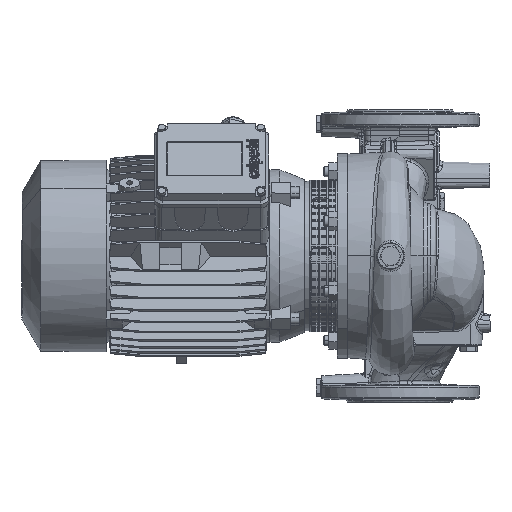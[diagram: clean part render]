
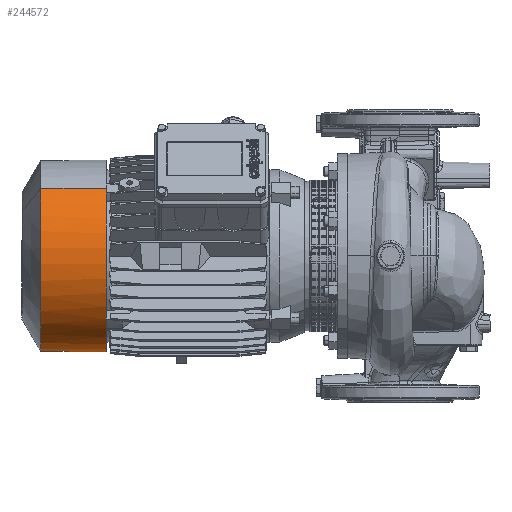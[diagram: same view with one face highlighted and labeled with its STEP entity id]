
A CAD part, left-side view. The second image highlights one B-rep face of the part: STEP entity #244572.
In plain terms, the highlighted cylindrical face has radius 111.3 mm (diameter 222.6 mm), a partial arc.
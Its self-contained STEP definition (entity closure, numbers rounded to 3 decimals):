
#10217 = VERTEX_POINT ( 'NONE', #131904 ) ;
#12398 = ORIENTED_EDGE ( 'NONE', *, *, #214288, .T. ) ;
#13402 = CARTESIAN_POINT ( 'NONE',  ( 0., 0., -191.8 ) ) ;
#15274 = VERTEX_POINT ( 'NONE', #67930 ) ;
#22284 = ORIENTED_EDGE ( 'NONE', *, *, #62069, .F. ) ;
#22440 = LINE ( 'NONE', #218088, #102375 ) ;
#23980 = CARTESIAN_POINT ( 'NONE',  ( 0., 0., -95. ) ) ;
#27844 = AXIS2_PLACEMENT_3D ( 'NONE', #23980, #48535, #242858 ) ;
#36060 = CARTESIAN_POINT ( 'NONE',  ( -111.044, 7.543, -95. ) ) ;
#41435 = EDGE_CURVE ( 'NONE', #62072, #15274, #22440, .T. ) ;
#48535 = DIRECTION ( 'NONE',  ( 0., 0., 1. ) ) ;
#48827 = DIRECTION ( 'NONE',  ( 0., 0., 1. ) ) ;
#51391 = CARTESIAN_POINT ( 'NONE',  ( 0., 111.3, -191.8 ) ) ;
#54602 = CARTESIAN_POINT ( 'NONE',  ( 0., 111.3, -95. ) ) ;
#54648 = CARTESIAN_POINT ( 'NONE',  ( 0., 0., -95. ) ) ;
#54998 = EDGE_CURVE ( 'NONE', #148505, #207861, #156962, .T. ) ;
#56057 = AXIS2_PLACEMENT_3D ( 'NONE', #13402, #92432, #87329 ) ;
#58826 = AXIS2_PLACEMENT_3D ( 'NONE', #214033, #115583, #194568 ) ;
#62069 = EDGE_CURVE ( 'NONE', #147168, #10217, #83607, .T. ) ;
#62072 = VERTEX_POINT ( 'NONE', #68482 ) ;
#62955 = CARTESIAN_POINT ( 'NONE',  ( 0., 0., -95. ) ) ;
#67930 = CARTESIAN_POINT ( 'NONE',  ( 0., -111.3, -95. ) ) ;
#68482 = CARTESIAN_POINT ( 'NONE',  ( 0., -111.3, -171.176 ) ) ;
#69206 = DIRECTION ( 'NONE',  ( 0., -1., 0. ) ) ;
#73084 = CARTESIAN_POINT ( 'NONE',  ( 0., 111.3, -171.176 ) ) ;
#80220 = ORIENTED_EDGE ( 'NONE', *, *, #162872, .F. ) ;
#83607 = CIRCLE ( 'NONE', #58826, 111.3 ) ;
#84690 = ORIENTED_EDGE ( 'NONE', *, *, #126870, .F. ) ;
#86406 = VECTOR ( 'NONE', #48827, 1000. ) ;
#87329 = DIRECTION ( 'NONE',  ( 0., -1., 0. ) ) ;
#89904 = CARTESIAN_POINT ( 'NONE',  ( 0., 0., -95. ) ) ;
#90444 = ORIENTED_EDGE ( 'NONE', *, *, #178810, .F. ) ;
#90566 = AXIS2_PLACEMENT_3D ( 'NONE', #123518, #129618, #169709 ) ;
#92432 = DIRECTION ( 'NONE',  ( 0., 0., 1. ) ) ;
#98866 = CIRCLE ( 'NONE', #90566, 111.3 ) ;
#102375 = VECTOR ( 'NONE', #220643, 1000. ) ;
#105913 = ORIENTED_EDGE ( 'NONE', *, *, #54998, .F. ) ;
#108490 = CIRCLE ( 'NONE', #216116, 111.3 ) ;
#115583 = DIRECTION ( 'NONE',  ( 0., 0., 1. ) ) ;
#123518 = CARTESIAN_POINT ( 'NONE',  ( 0., 0., -171.176 ) ) ;
#126870 = EDGE_CURVE ( 'NONE', #137556, #148505, #136962, .T. ) ;
#129618 = DIRECTION ( 'NONE',  ( 0., 0., 1. ) ) ;
#131904 = CARTESIAN_POINT ( 'NONE',  ( -7.543, -111.044, -95. ) ) ;
#133693 = DIRECTION ( 'NONE',  ( 0., 0., 1. ) ) ;
#136962 = CIRCLE ( 'NONE', #153587, 111.3 ) ;
#137556 = VERTEX_POINT ( 'NONE', #54602 ) ;
#147168 = VERTEX_POINT ( 'NONE', #167784 ) ;
#148505 = VERTEX_POINT ( 'NONE', #177115 ) ;
#149508 = EDGE_LOOP ( 'NONE', ( #90444, #12398, #242951, #80220, #22284, #225207, #105913, #84690 ) ) ;
#151713 = VERTEX_POINT ( 'NONE', #73084 ) ;
#153587 = AXIS2_PLACEMENT_3D ( 'NONE', #89904, #228506, #69206 ) ;
#156962 = CIRCLE ( 'NONE', #223179, 111.3 ) ;
#162872 = EDGE_CURVE ( 'NONE', #10217, #15274, #108490, .T. ) ;
#167784 = CARTESIAN_POINT ( 'NONE',  ( -111.044, -7.543, -95. ) ) ;
#169709 = DIRECTION ( 'NONE',  ( 0., -1., 0. ) ) ;
#177115 = CARTESIAN_POINT ( 'NONE',  ( -7.543, 111.044, -95. ) ) ;
#178810 = EDGE_CURVE ( 'NONE', #151713, #137556, #226300, .T. ) ;
#190852 = CYLINDRICAL_SURFACE ( 'NONE', #56057, 111.3 ) ;
#194568 = DIRECTION ( 'NONE',  ( 0., -1., 0. ) ) ;
#207768 = FACE_OUTER_BOUND ( 'NONE', #149508, .T. ) ;
#207861 = VERTEX_POINT ( 'NONE', #36060 ) ;
#212678 = DIRECTION ( 'NONE',  ( 0., -1., 0. ) ) ;
#214033 = CARTESIAN_POINT ( 'NONE',  ( 0., 0., -95. ) ) ;
#214288 = EDGE_CURVE ( 'NONE', #151713, #62072, #98866, .T. ) ;
#216116 = AXIS2_PLACEMENT_3D ( 'NONE', #54648, #133693, #212678 ) ;
#218088 = CARTESIAN_POINT ( 'NONE',  ( 0., -111.3, -191.8 ) ) ;
#220643 = DIRECTION ( 'NONE',  ( 0., 0., 1. ) ) ;
#223179 = AXIS2_PLACEMENT_3D ( 'NONE', #62955, #240413, #241689 ) ;
#225207 = ORIENTED_EDGE ( 'NONE', *, *, #247359, .F. ) ;
#226300 = LINE ( 'NONE', #51391, #86406 ) ;
#228506 = DIRECTION ( 'NONE',  ( 0., 0., 1. ) ) ;
#230530 = CIRCLE ( 'NONE', #27844, 111.3 ) ;
#240413 = DIRECTION ( 'NONE',  ( 0., 0., 1. ) ) ;
#241689 = DIRECTION ( 'NONE',  ( 0., -1., 0. ) ) ;
#242858 = DIRECTION ( 'NONE',  ( 0., -1., 0. ) ) ;
#242951 = ORIENTED_EDGE ( 'NONE', *, *, #41435, .T. ) ;
#244572 = ADVANCED_FACE ( 'NONE', ( #207768 ), #190852, .T. ) ;
#247359 = EDGE_CURVE ( 'NONE', #207861, #147168, #230530, .T. ) ;
